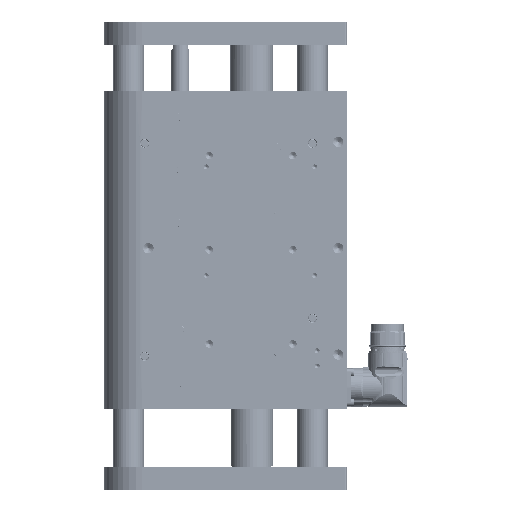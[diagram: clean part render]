
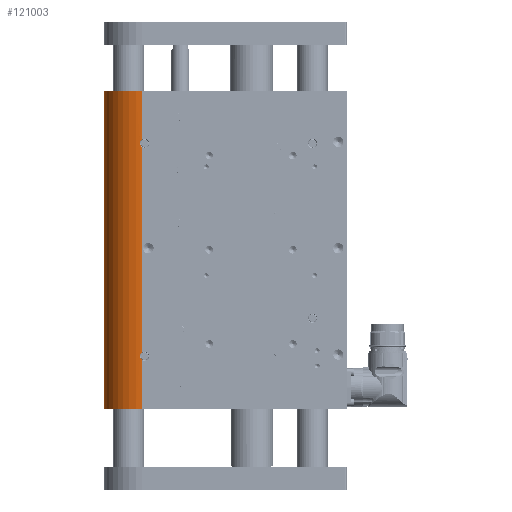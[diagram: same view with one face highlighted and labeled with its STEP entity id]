
A CAD part, left-side view. The second image highlights one B-rep face of the part: STEP entity #121003.
In plain terms, the highlighted cylindrical face has radius 25 mm (diameter 50 mm), a partial arc.
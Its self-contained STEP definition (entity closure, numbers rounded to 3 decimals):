
#734 = VECTOR ( 'NONE', #110952, 1000. ) ;
#1080 = CARTESIAN_POINT ( 'NONE',  ( -25., 72., 0. ) ) ;
#1338 = VERTEX_POINT ( 'NONE', #151782 ) ;
#1932 = VERTEX_POINT ( 'NONE', #26133 ) ;
#2705 = VERTEX_POINT ( 'NONE', #6008 ) ;
#4322 = CARTESIAN_POINT ( 'NONE',  ( 25., 72., 209. ) ) ;
#5795 = AXIS2_PLACEMENT_3D ( 'NONE', #50615, #87780, #13495 ) ;
#5932 = VERTEX_POINT ( 'NONE', #107285 ) ;
#6008 = CARTESIAN_POINT ( 'NONE',  ( 25., 72., 209. ) ) ;
#8431 = LINE ( 'NONE', #56653, #83880 ) ;
#8892 = CARTESIAN_POINT ( 'NONE',  ( -24.965, 73.317, 35.537 ) ) ;
#9637 = CARTESIAN_POINT ( 'NONE',  ( -24.958, 73.44, 35.024 ) ) ;
#10207 = ORIENTED_EDGE ( 'NONE', *, *, #128642, .F. ) ;
#10390 = CARTESIAN_POINT ( 'NONE',  ( -25., 72.23, 36.996 ) ) ;
#12791 = B_SPLINE_CURVE_WITH_KNOTS ( 'NONE', 3,
 ( #95983, #129214, #57342, #46251, #152952, #69206, #95222, #56582, #141843, #130747, #104765, #106300, #131512, #105525, #21696, #141056, #33589, #32790, #32036, #118871 ),
 .UNSPECIFIED., .F., .F.,
 ( 4, 2, 2, 2, 2, 2, 2, 2, 2, 4 ),
 ( 0., 0.001, 0.002, 0.003, 0.003, 0.004, 0.004, 0.005, 0.006, 0.006 ),
 .UNSPECIFIED. ) ;
#12885 = EDGE_CURVE ( 'NONE', #47350, #1338, #57838, .T. ) ;
#13495 = DIRECTION ( 'NONE',  ( 1., 0., 0. ) ) ;
#14540 = LINE ( 'NONE', #4322, #734 ) ;
#16134 = DIRECTION ( 'NONE',  ( 1., 0., 0. ) ) ;
#16362 = VECTOR ( 'NONE', #24532, 1000. ) ;
#19125 = EDGE_CURVE ( 'NONE', #5932, #1338, #79420, .T. ) ;
#21696 = CARTESIAN_POINT ( 'NONE',  ( -24.97, 73.221, 175.78 ) ) ;
#22202 = EDGE_CURVE ( 'NONE', #38373, #133583, #142029, .T. ) ;
#22982 = CARTESIAN_POINT ( 'NONE',  ( -25., 72., 209. ) ) ;
#24532 = DIRECTION ( 'NONE',  ( 0., 0., -1. ) ) ;
#26133 = CARTESIAN_POINT ( 'NONE',  ( -25., 72., 209. ) ) ;
#29001 = ORIENTED_EDGE ( 'NONE', *, *, #153181, .T. ) ;
#29577 = ORIENTED_EDGE ( 'NONE', *, *, #90510, .T. ) ;
#30849 = ORIENTED_EDGE ( 'NONE', *, *, #12885, .F. ) ;
#32036 = CARTESIAN_POINT ( 'NONE',  ( -25., 72.23, 176.996 ) ) ;
#32233 = DIRECTION ( 'NONE',  ( -1., 0., 0. ) ) ;
#32790 = CARTESIAN_POINT ( 'NONE',  ( -24.997, 72.441, 176.831 ) ) ;
#33589 = CARTESIAN_POINT ( 'NONE',  ( -24.988, 72.807, 176.455 ) ) ;
#35634 = CARTESIAN_POINT ( 'NONE',  ( -24.971, 73.22, 33.218 ) ) ;
#36551 = AXIS2_PLACEMENT_3D ( 'NONE', #150497, #39108, #16134 ) ;
#38373 = VERTEX_POINT ( 'NONE', #127226 ) ;
#39108 = DIRECTION ( 'NONE',  ( 0., 0., 1. ) ) ;
#44418 = CARTESIAN_POINT ( 'NONE',  ( -24.96, 73.415, 35.155 ) ) ;
#45063 = AXIS2_PLACEMENT_3D ( 'NONE', #127073, #127867, #32233 ) ;
#46251 = CARTESIAN_POINT ( 'NONE',  ( -24.988, 72.807, 172.545 ) ) ;
#47350 = VERTEX_POINT ( 'NONE', #82671 ) ;
#48968 = EDGE_CURVE ( 'NONE', #1932, #120351, #8431, .T. ) ;
#50615 = CARTESIAN_POINT ( 'NONE',  ( 0., 72., 0. ) ) ;
#50762 = EDGE_LOOP ( 'NONE', ( #128616, #151081, #30849, #29001, #83716, #10207, #29577, #101413 ) ) ;
#51139 = CARTESIAN_POINT ( 'NONE',  ( -25., 72., 177.127 ) ) ;
#56582 = CARTESIAN_POINT ( 'NONE',  ( -24.958, 73.448, 173.973 ) ) ;
#56653 = CARTESIAN_POINT ( 'NONE',  ( -25., 72., 209. ) ) ;
#57342 = CARTESIAN_POINT ( 'NONE',  ( -24.997, 72.438, 172.166 ) ) ;
#57832 = CARTESIAN_POINT ( 'NONE',  ( -24.982, 72.964, 36.244 ) ) ;
#57838 = LINE ( 'NONE', #22982, #16362 ) ;
#68942 = CARTESIAN_POINT ( 'NONE',  ( -24.958, 73.448, 33.973 ) ) ;
#69206 = CARTESIAN_POINT ( 'NONE',  ( -24.971, 73.22, 173.218 ) ) ;
#78876 = FACE_OUTER_BOUND ( 'NONE', #50762, .T. ) ;
#79420 = B_SPLINE_CURVE_WITH_KNOTS ( 'NONE', 3,
 ( #116259, #94201, #104499, #143119, #82341, #35634, #155782, #68942, #83083, #118599, #95736, #9637, #44418, #8892, #140794, #57832, #131251, #80728, #10390, #129742 ),
 .UNSPECIFIED., .F., .F.,
 ( 4, 2, 2, 2, 2, 2, 2, 2, 2, 4 ),
 ( 0., 0.001, 0.002, 0.003, 0.003, 0.004, 0.004, 0.005, 0.006, 0.006 ),
 .UNSPECIFIED. ) ;
#80728 = CARTESIAN_POINT ( 'NONE',  ( -24.997, 72.441, 36.831 ) ) ;
#82341 = CARTESIAN_POINT ( 'NONE',  ( -24.982, 72.963, 32.756 ) ) ;
#82671 = CARTESIAN_POINT ( 'NONE',  ( -25., 72., 171.873 ) ) ;
#83083 = CARTESIAN_POINT ( 'NONE',  ( -24.956, 73.481, 34.239 ) ) ;
#83716 = ORIENTED_EDGE ( 'NONE', *, *, #48968, .F. ) ;
#83880 = VECTOR ( 'NONE', #128490, 1000. ) ;
#84216 = VECTOR ( 'NONE', #137993, 1000. ) ;
#87780 = DIRECTION ( 'NONE',  ( 0., 0., 1. ) ) ;
#89818 = LINE ( 'NONE', #150638, #84216 ) ;
#90510 = EDGE_CURVE ( 'NONE', #2705, #38373, #14540, .T. ) ;
#94201 = CARTESIAN_POINT ( 'NONE',  ( -25., 72.229, 32.004 ) ) ;
#95222 = CARTESIAN_POINT ( 'NONE',  ( -24.965, 73.317, 173.464 ) ) ;
#95736 = CARTESIAN_POINT ( 'NONE',  ( -24.957, 73.473, 34.762 ) ) ;
#95983 = CARTESIAN_POINT ( 'NONE',  ( -25., 72., 171.873 ) ) ;
#101413 = ORIENTED_EDGE ( 'NONE', *, *, #22202, .T. ) ;
#104499 = CARTESIAN_POINT ( 'NONE',  ( -24.997, 72.438, 32.166 ) ) ;
#104765 = CARTESIAN_POINT ( 'NONE',  ( -24.957, 73.473, 174.762 ) ) ;
#105525 = CARTESIAN_POINT ( 'NONE',  ( -24.965, 73.317, 175.537 ) ) ;
#106300 = CARTESIAN_POINT ( 'NONE',  ( -24.958, 73.44, 175.024 ) ) ;
#107285 = CARTESIAN_POINT ( 'NONE',  ( -25., 72., 31.873 ) ) ;
#110952 = DIRECTION ( 'NONE',  ( 0., 0., -1. ) ) ;
#116259 = CARTESIAN_POINT ( 'NONE',  ( -25., 72., 31.873 ) ) ;
#116753 = CYLINDRICAL_SURFACE ( 'NONE', #45063, 25. ) ;
#118599 = CARTESIAN_POINT ( 'NONE',  ( -24.956, 73.481, 34.632 ) ) ;
#118871 = CARTESIAN_POINT ( 'NONE',  ( -25., 72., 177.127 ) ) ;
#120351 = VERTEX_POINT ( 'NONE', #51139 ) ;
#121003 = ADVANCED_FACE ( 'NONE', ( #78876 ), #116753, .T. ) ;
#125995 = EDGE_CURVE ( 'NONE', #5932, #133583, #89818, .T. ) ;
#127073 = CARTESIAN_POINT ( 'NONE',  ( 0., 72., 209. ) ) ;
#127226 = CARTESIAN_POINT ( 'NONE',  ( 25., 72., 0. ) ) ;
#127867 = DIRECTION ( 'NONE',  ( 0., 0., -1. ) ) ;
#128490 = DIRECTION ( 'NONE',  ( 0., 0., -1. ) ) ;
#128616 = ORIENTED_EDGE ( 'NONE', *, *, #125995, .F. ) ;
#128642 = EDGE_CURVE ( 'NONE', #2705, #1932, #155108, .T. ) ;
#129214 = CARTESIAN_POINT ( 'NONE',  ( -25., 72.229, 172.004 ) ) ;
#129742 = CARTESIAN_POINT ( 'NONE',  ( -25., 72., 37.127 ) ) ;
#130747 = CARTESIAN_POINT ( 'NONE',  ( -24.956, 73.481, 174.632 ) ) ;
#131251 = CARTESIAN_POINT ( 'NONE',  ( -24.988, 72.807, 36.455 ) ) ;
#131512 = CARTESIAN_POINT ( 'NONE',  ( -24.96, 73.415, 175.155 ) ) ;
#133583 = VERTEX_POINT ( 'NONE', #1080 ) ;
#137993 = DIRECTION ( 'NONE',  ( 0., 0., -1. ) ) ;
#140794 = CARTESIAN_POINT ( 'NONE',  ( -24.97, 73.221, 35.78 ) ) ;
#141056 = CARTESIAN_POINT ( 'NONE',  ( -24.982, 72.964, 176.244 ) ) ;
#141843 = CARTESIAN_POINT ( 'NONE',  ( -24.956, 73.481, 174.239 ) ) ;
#142029 = CIRCLE ( 'NONE', #5795, 25. ) ;
#143119 = CARTESIAN_POINT ( 'NONE',  ( -24.988, 72.807, 32.545 ) ) ;
#150497 = CARTESIAN_POINT ( 'NONE',  ( 0., 72., 209. ) ) ;
#150638 = CARTESIAN_POINT ( 'NONE',  ( -25., 72., 209. ) ) ;
#151081 = ORIENTED_EDGE ( 'NONE', *, *, #19125, .T. ) ;
#151782 = CARTESIAN_POINT ( 'NONE',  ( -25., 72., 37.127 ) ) ;
#152952 = CARTESIAN_POINT ( 'NONE',  ( -24.982, 72.963, 172.756 ) ) ;
#153181 = EDGE_CURVE ( 'NONE', #47350, #120351, #12791, .T. ) ;
#155108 = CIRCLE ( 'NONE', #36551, 25. ) ;
#155782 = CARTESIAN_POINT ( 'NONE',  ( -24.965, 73.317, 33.464 ) ) ;
